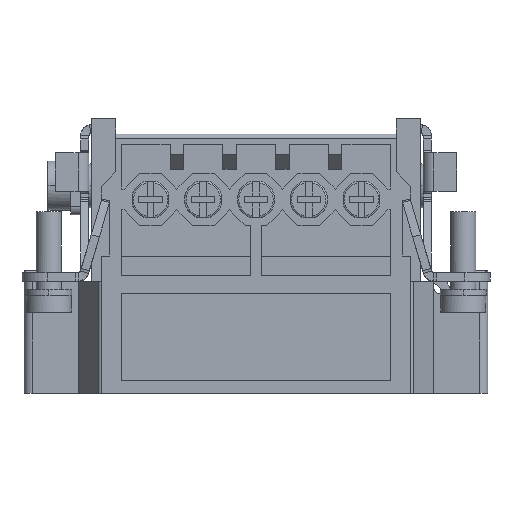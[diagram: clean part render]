
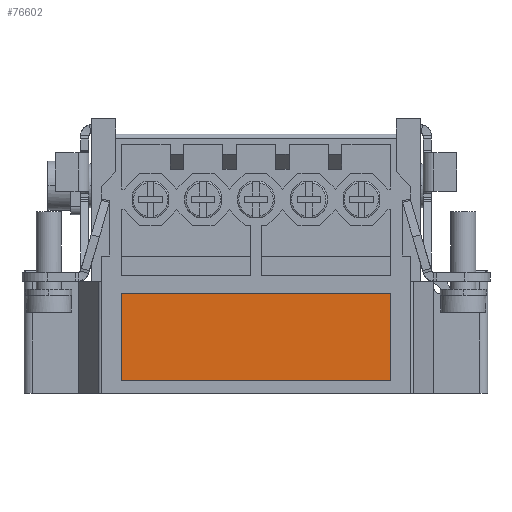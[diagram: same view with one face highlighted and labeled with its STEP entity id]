
A CAD part, front view. The second image highlights one B-rep face of the part: STEP entity #76602.
In plain terms, the highlighted planar face has unit normal (0, -1, 0).
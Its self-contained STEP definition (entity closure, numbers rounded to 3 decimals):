
#18810=DIRECTION('',(1.,0.,0.));
#18811=VECTOR('',#18810,32.2);
#18812=CARTESIAN_POINT('',(-16.1,-10.85,1.52));
#18813=LINE('',#18812,#18811);
#18818=DIRECTION('',(0.,0.,-1.));
#18819=VECTOR('',#18818,10.4);
#18820=CARTESIAN_POINT('',(-16.1,-10.85,11.92));
#18821=LINE('',#18820,#18819);
#18826=DIRECTION('',(-1.,0.,0.));
#18827=VECTOR('',#18826,32.2);
#18828=CARTESIAN_POINT('',(16.1,-10.85,11.92));
#18829=LINE('',#18828,#18827);
#18834=DIRECTION('',(0.,0.,1.));
#18835=VECTOR('',#18834,10.4);
#18836=CARTESIAN_POINT('',(16.1,-10.85,1.52));
#18837=LINE('',#18836,#18835);
#43444=CARTESIAN_POINT('',(-16.1,-10.85,1.52));
#43445=VERTEX_POINT('',#43444);
#43446=CARTESIAN_POINT('',(16.1,-10.85,1.52));
#43447=VERTEX_POINT('',#43446);
#43448=CARTESIAN_POINT('',(-16.1,-10.85,11.92));
#43449=VERTEX_POINT('',#43448);
#43450=CARTESIAN_POINT('',(16.1,-10.85,11.92));
#43451=VERTEX_POINT('',#43450);
#76591=CARTESIAN_POINT('',(0.,-10.85,0.));
#76592=DIRECTION('',(0.,-1.,0.));
#76593=DIRECTION('',(1.,0.,0.));
#76594=AXIS2_PLACEMENT_3D('',#76591,#76592,#76593);
#76595=PLANE('',#76594);
#76596=ORIENTED_EDGE('',*,*,#76543,.F.);
#76597=ORIENTED_EDGE('',*,*,#76558,.F.);
#76598=ORIENTED_EDGE('',*,*,#76572,.F.);
#76599=ORIENTED_EDGE('',*,*,#76585,.F.);
#76600=EDGE_LOOP('',(#76596,#76597,#76598,#76599));
#76601=FACE_OUTER_BOUND('',#76600,.F.);
#76543=EDGE_CURVE('',#43445,#43447,#18813,.T.);
#76558=EDGE_CURVE('',#43449,#43445,#18821,.T.);
#76572=EDGE_CURVE('',#43451,#43449,#18829,.T.);
#76585=EDGE_CURVE('',#43447,#43451,#18837,.T.);
#76602=ADVANCED_FACE('',(#76601),#76595,.T.);
